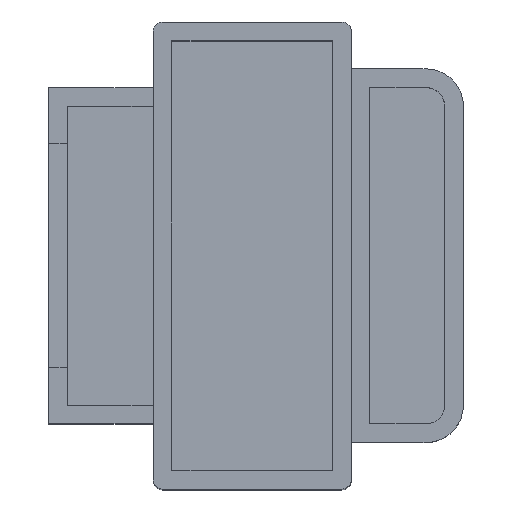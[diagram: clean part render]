
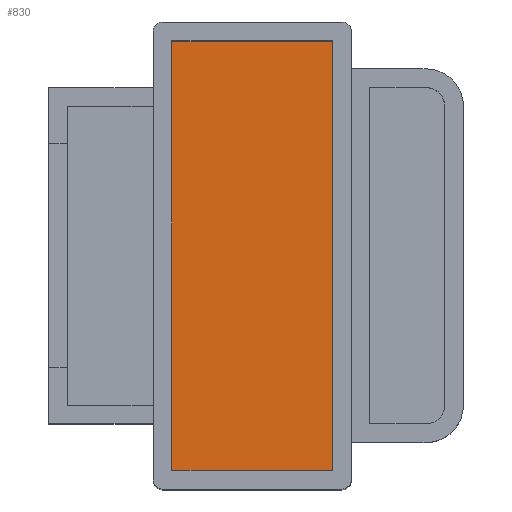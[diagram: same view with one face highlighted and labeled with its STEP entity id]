
A CAD part, top view. The second image highlights one B-rep face of the part: STEP entity #830.
In plain terms, the highlighted planar face has unit normal (0, 0, 1).
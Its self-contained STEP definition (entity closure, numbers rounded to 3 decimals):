
#52=PLANE('',#908);
#96=FACE_OUTER_BOUND('',#148,.T.);
#148=EDGE_LOOP('',(#759,#760,#761,#762));
#240=LINE('',#1357,#334);
#243=LINE('',#1362,#337);
#245=LINE('',#1366,#339);
#246=LINE('',#1368,#340);
#334=VECTOR('',#1112,10.);
#337=VECTOR('',#1117,10.);
#339=VECTOR('',#1121,10.);
#340=VECTOR('',#1124,10.);
#433=VERTEX_POINT('',#1354);
#434=VERTEX_POINT('',#1356);
#435=VERTEX_POINT('',#1360);
#436=VERTEX_POINT('',#1364);
#542=EDGE_CURVE('',#433,#434,#240,.T.);
#545=EDGE_CURVE('',#435,#433,#243,.T.);
#547=EDGE_CURVE('',#436,#435,#245,.T.);
#548=EDGE_CURVE('',#434,#436,#246,.T.);
#759=ORIENTED_EDGE('',*,*,#548,.F.);
#760=ORIENTED_EDGE('',*,*,#542,.F.);
#761=ORIENTED_EDGE('',*,*,#545,.F.);
#762=ORIENTED_EDGE('',*,*,#547,.F.);
#830=ADVANCED_FACE('',(#96),#52,.F.);
#908=AXIS2_PLACEMENT_3D('',#1369,#1125,#1126);
#1112=DIRECTION('',(-1.,0.,0.));
#1117=DIRECTION('',(0.,-1.,0.));
#1121=DIRECTION('',(1.,0.,0.));
#1124=DIRECTION('',(0.,1.,0.));
#1125=DIRECTION('center_axis',(0.,0.,-1.));
#1126=DIRECTION('ref_axis',(-1.,0.,0.));
#1354=CARTESIAN_POINT('',(9.6,-11.5,12.9));
#1356=CARTESIAN_POINT('',(1.,-11.5,12.9));
#1357=CARTESIAN_POINT('',(1.,-11.5,12.9));
#1360=CARTESIAN_POINT('',(9.6,11.5,12.9));
#1362=CARTESIAN_POINT('',(9.6,-11.5,12.9));
#1364=CARTESIAN_POINT('',(1.,11.5,12.9));
#1366=CARTESIAN_POINT('',(9.6,11.5,12.9));
#1368=CARTESIAN_POINT('',(1.,11.5,12.9));
#1369=CARTESIAN_POINT('Origin',(5.3,0.,12.9));
